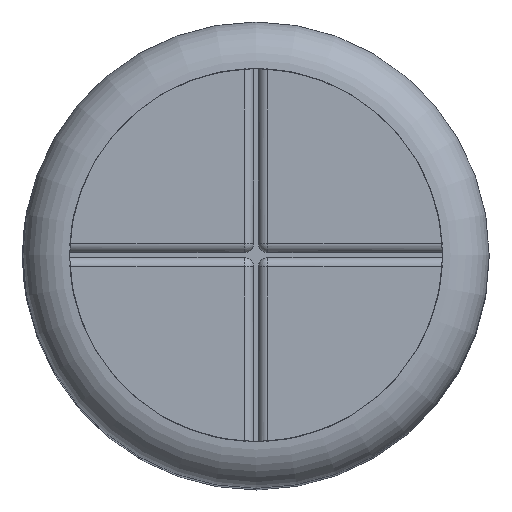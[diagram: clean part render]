
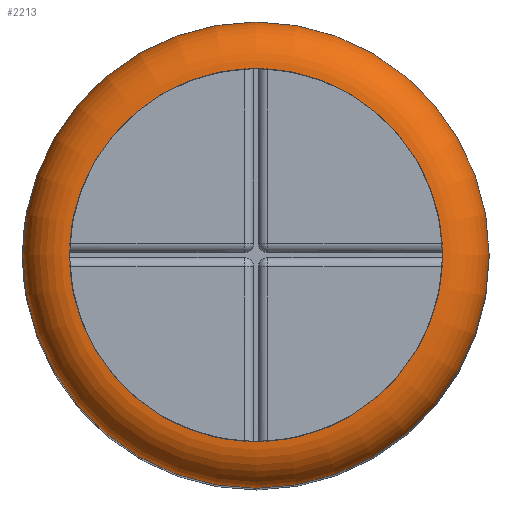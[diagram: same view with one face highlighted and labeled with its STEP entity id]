
A CAD part, top view. The second image highlights one B-rep face of the part: STEP entity #2213.
In plain terms, the highlighted toroidal (fillet/blend) face has major radius 8.8 mm and minor radius 2.2 mm.
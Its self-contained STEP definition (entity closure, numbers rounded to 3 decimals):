
#21=TOROIDAL_SURFACE('',#2420,8.8,2.2);
#147=CIRCLE('',#2349,8.8);
#172=CIRCLE('',#2408,11.);
#179=CIRCLE('',#2421,2.2);
#351=FACE_OUTER_BOUND('',#475,.T.);
#475=EDGE_LOOP('',(#2022,#2023,#2024,#2025));
#997=VERTEX_POINT('',#3493);
#1070=VERTEX_POINT('',#4043);
#1275=EDGE_CURVE('',#997,#997,#147,.T.);
#1378=EDGE_CURVE('',#1070,#1070,#172,.T.);
#1389=EDGE_CURVE('',#997,#1070,#179,.T.);
#2022=ORIENTED_EDGE('',*,*,#1275,.T.);
#2023=ORIENTED_EDGE('',*,*,#1389,.T.);
#2024=ORIENTED_EDGE('',*,*,#1378,.T.);
#2025=ORIENTED_EDGE('',*,*,#1389,.F.);
#2213=ADVANCED_FACE('',(#351),#21,.T.);
#2349=AXIS2_PLACEMENT_3D('',#3494,#2820,#2821);
#2408=AXIS2_PLACEMENT_3D('',#4044,#2976,#2977);
#2420=AXIS2_PLACEMENT_3D('',#4061,#3004,#3005);
#2421=AXIS2_PLACEMENT_3D('',#4062,#3006,#3007);
#2820=DIRECTION('center_axis',(0.,0.,-1.));
#2821=DIRECTION('ref_axis',(1.,0.,0.));
#2976=DIRECTION('center_axis',(0.,0.,1.));
#2977=DIRECTION('ref_axis',(1.,0.,0.));
#3004=DIRECTION('center_axis',(0.,0.,1.));
#3005=DIRECTION('ref_axis',(1.,0.,0.));
#3006=DIRECTION('center_axis',(0.,-1.,0.));
#3007=DIRECTION('ref_axis',(-1.,0.,0.));
#3493=CARTESIAN_POINT('',(-8.8,0.,50.));
#3494=CARTESIAN_POINT('Origin',(0.,0.,50.));
#4043=CARTESIAN_POINT('',(-11.,0.,47.8));
#4044=CARTESIAN_POINT('Origin',(0.,0.,47.8));
#4061=CARTESIAN_POINT('Origin',(0.,0.,47.8));
#4062=CARTESIAN_POINT('Origin',(-8.8,0.,47.8));
